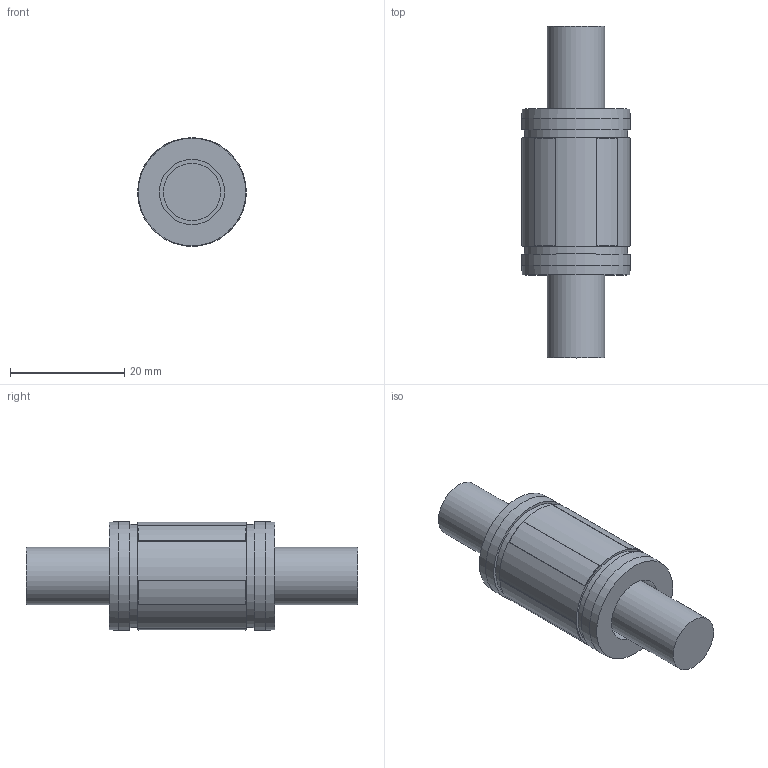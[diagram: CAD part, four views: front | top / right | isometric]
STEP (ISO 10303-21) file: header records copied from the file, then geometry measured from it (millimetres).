
FILE_DESCRIPTION((''),'2;1');
FILE_NAME('LMES10.stp','2013-02-14T08:07:59',('user2'),(''),'Autodesk Inventor 2012','Autodesk Inventor 2012','');
FILE_SCHEMA(('AUTOMOTIVE_DESIGN { 1 0 10303 214 1 1 1 1 }'));
Length unit declared in the file: millimetre
Products named in the file (1): LMES10
Bounding box: 19 x 58 x 19 mm (x, y, z)
Volume: 10103.3 mm3; surface area: 3974 mm2
Topology: 1 solids, 1 shells, 46 faces, 91 edges, 60 vertices
Faces by surface type: plane 30, cylinder 14, cone 2
Full cylindrical faces by diameter (mm): 10 x2, 11.4 x2, 18 x2, 18.8 x1, 19 x2
Entity records: 1194 total; most frequent: DIRECTION 214, CARTESIAN_POINT 187, ORIENTED_EDGE 160, AXIS2_PLACEMENT_3D 87, EDGE_CURVE 80, EDGE_LOOP 70, VERTEX_POINT 60, FACE_OUTER_BOUND 46
